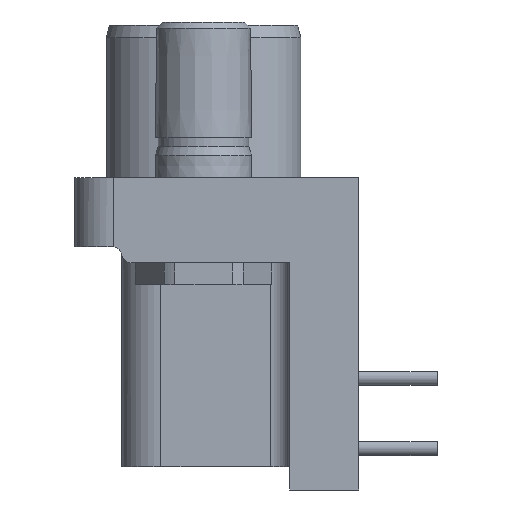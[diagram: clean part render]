
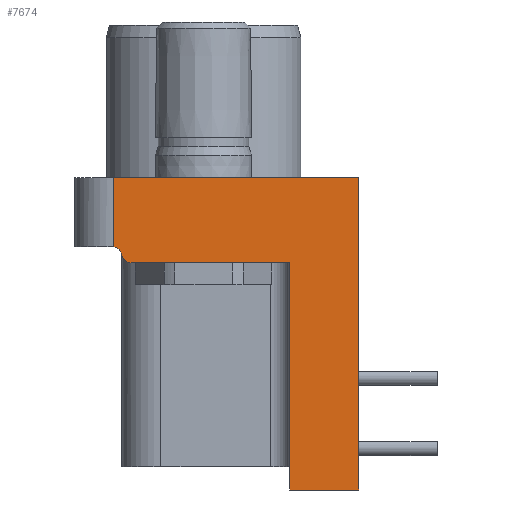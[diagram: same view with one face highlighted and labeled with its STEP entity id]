
A CAD part, left-side view. The second image highlights one B-rep face of the part: STEP entity #7674.
In plain terms, the highlighted planar face has unit normal (-1, 0, 0).
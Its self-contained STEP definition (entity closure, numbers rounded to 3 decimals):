
#1564=CARTESIAN_POINT('',(-19.685,2.932,-9.22));
#1565=DIRECTION('',(-1.,0.,0.));
#1566=DIRECTION('',(0.,0.986,-0.167));
#1567=AXIS2_PLACEMENT_3D('',#1564,#1565,#1566);
#1569=DIRECTION('',(0.,0.,-1.));
#1570=VECTOR('',#1569,2.797);
#1571=CARTESIAN_POINT('',(-19.685,3.632,-6.172));
#1572=LINE('',#1571,#1570);
#1573=DIRECTION('',(0.,-1.,0.));
#1574=VECTOR('',#1573,9.906);
#1575=CARTESIAN_POINT('',(-19.685,3.632,-6.172));
#1576=LINE('',#1575,#1574);
#1577=DIRECTION('',(0.,0.,-1.));
#1578=VECTOR('',#1577,12.624);
#1579=CARTESIAN_POINT('',(-19.685,-6.274,-6.172));
#1580=LINE('',#1579,#1578);
#1581=DIRECTION('',(0.,1.,0.));
#1582=VECTOR('',#1581,2.794);
#1583=CARTESIAN_POINT('',(-19.685,-6.274,-18.796));
#1584=LINE('',#1583,#1582);
#1585=DIRECTION('',(0.,1.,0.));
#1586=VECTOR('',#1585,6.411);
#1587=CARTESIAN_POINT('',(-19.685,-3.48,-9.601));
#1588=LINE('',#1587,#1586);
#1753=DIRECTION('',(0.,0.,-1.));
#1754=VECTOR('',#1753,9.195);
#1755=CARTESIAN_POINT('',(-19.685,-3.48,-9.601));
#1756=LINE('',#1755,#1754);
#2416=CARTESIAN_POINT('',(-19.685,3.683,-9.347));
#2417=DIRECTION('',(1.,0.,0.));
#2418=DIRECTION('',(0.,-0.133,0.991));
#2419=AXIS2_PLACEMENT_3D('',#2416,#2417,#2418);
#4476=CARTESIAN_POINT('',(-19.685,-6.274,-6.172));
#4477=CARTESIAN_POINT('',(-19.685,-6.274,-18.796));
#4478=VERTEX_POINT('',#4476);
#4479=VERTEX_POINT('',#4477);
#4480=CARTESIAN_POINT('',(-19.685,-3.48,-18.796));
#4481=VERTEX_POINT('',#4480);
#4570=CARTESIAN_POINT('',(-19.685,-3.48,-9.601));
#4571=VERTEX_POINT('',#4570);
#4604=CARTESIAN_POINT('',(-19.685,3.632,-6.172));
#4605=VERTEX_POINT('',#4604);
#4606=CARTESIAN_POINT('',(-19.685,3.632,-8.97));
#4607=VERTEX_POINT('',#4606);
#5572=CARTESIAN_POINT('',(-19.685,3.307,-9.284));
#5573=CARTESIAN_POINT('',(-19.685,2.932,-9.601));
#5574=VERTEX_POINT('',#5572);
#5575=VERTEX_POINT('',#5573);
#7653=CARTESIAN_POINT('',(-19.685,0.,0.));
#7654=DIRECTION('',(1.,0.,0.));
#7655=DIRECTION('',(0.,0.,-1.));
#7656=AXIS2_PLACEMENT_3D('',#7653,#7654,#7655);
#7657=PLANE('',#7656);
#7659=ORIENTED_EDGE('',*,*,#7658,.F.);
#7661=ORIENTED_EDGE('',*,*,#7660,.F.);
#7662=ORIENTED_EDGE('',*,*,#7644,.F.);
#7663=ORIENTED_EDGE('',*,*,#7478,.T.);
#7665=ORIENTED_EDGE('',*,*,#7664,.T.);
#7667=ORIENTED_EDGE('',*,*,#7666,.T.);
#7669=ORIENTED_EDGE('',*,*,#7668,.F.);
#7671=ORIENTED_EDGE('',*,*,#7670,.T.);
#7672=EDGE_LOOP('',(#7659,#7661,#7662,#7663,#7665,#7667,#7669,#7671));
#7673=FACE_OUTER_BOUND('',#7672,.F.);
#1568=CIRCLE('',#1567,0.381);
#2420=CIRCLE('',#2419,0.381);
#7478=EDGE_CURVE('',#4605,#4478,#1576,.T.);
#7644=EDGE_CURVE('',#4605,#4607,#1572,.T.);
#7658=EDGE_CURVE('',#5574,#5575,#1568,.T.);
#7660=EDGE_CURVE('',#4607,#5574,#2420,.T.);
#7664=EDGE_CURVE('',#4478,#4479,#1580,.T.);
#7666=EDGE_CURVE('',#4479,#4481,#1584,.T.);
#7668=EDGE_CURVE('',#4571,#4481,#1756,.T.);
#7670=EDGE_CURVE('',#4571,#5575,#1588,.T.);
#7674=ADVANCED_FACE('',(#7673),#7657,.F.);
